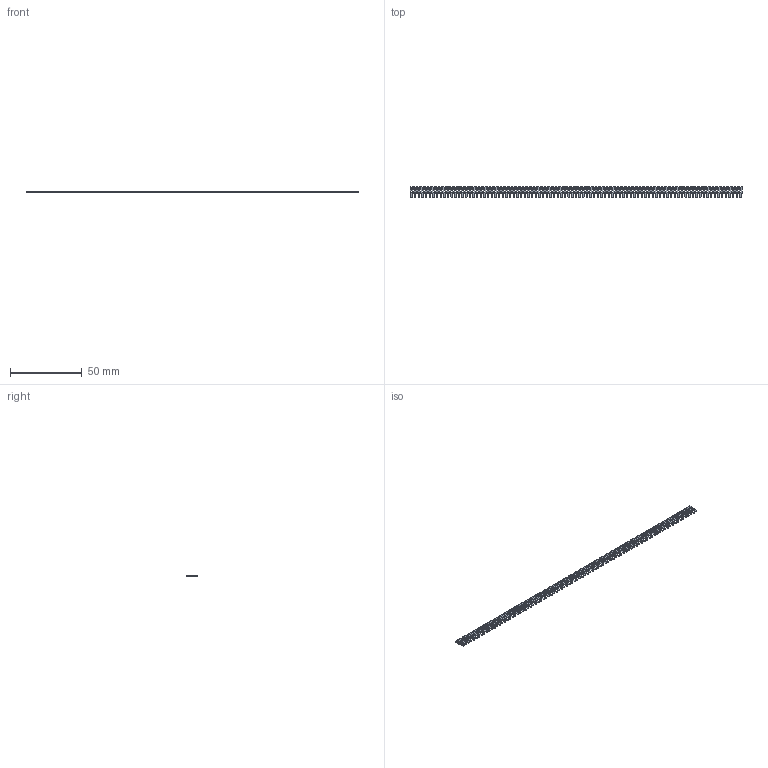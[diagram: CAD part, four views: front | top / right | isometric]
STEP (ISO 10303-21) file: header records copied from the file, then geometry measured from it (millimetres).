
FILE_DESCRIPTION (( 'STEP AP203' ), '1' );
FILE_NAME ('103-091-253-100.STEP', '2020-04-16T17:12:27', ( '' ), ( '' ), 'SwSTEP 2.0', 'SolidWorks 2016', '' );
FILE_SCHEMA (( 'CONFIG_CONTROL_DESIGN' ));
Length unit declared in the file: inch
Products named in the file (2): 100-290-001_100-290-253; 103-091-253-100
Assembly tree (91 placements, depth 2):
  103-091-253-100
    100-290-001_100-290-253  x91
Bounding box: 230.63 x 7.62 x 0.51 mm (x, y, z)
Volume: 502.1 mm3; surface area: 3131 mm2
Topology: 91 solids, 91 shells, 1820 faces, 4914 edges, 3276 vertices
Faces by surface type: plane 1729, cylinder 91
Entity records: 3700 total; most frequent: DIRECTION 284, CARTESIAN_POINT 204, LOCAL_TIME 192, DATE_AND_TIME 192, CALENDAR_DATE 192, COORDINATED_UNIVERSAL_TIME_OFFSET 192, AXIS2_PLACEMENT_3D 116, ORIENTED_EDGE 108
